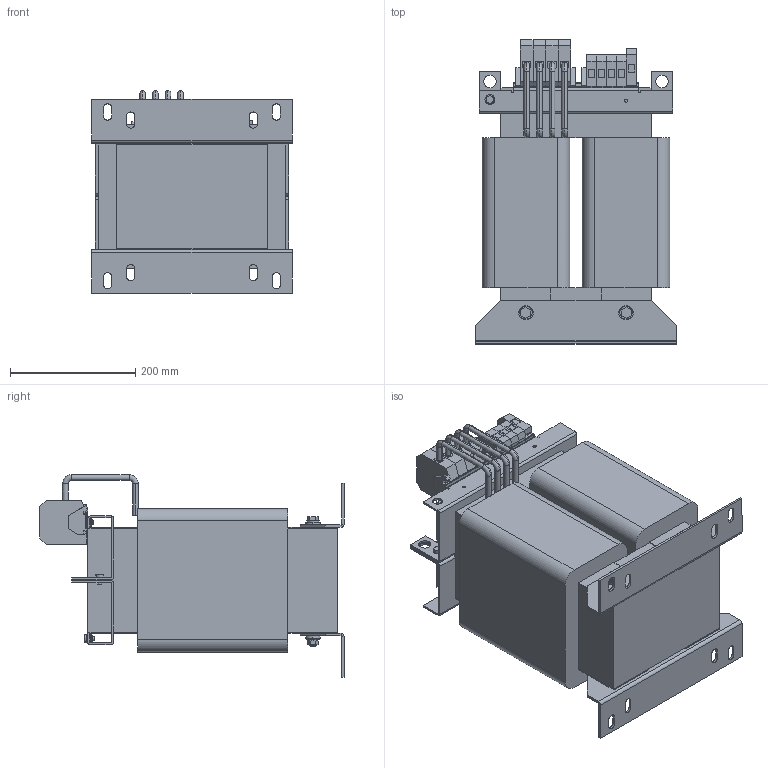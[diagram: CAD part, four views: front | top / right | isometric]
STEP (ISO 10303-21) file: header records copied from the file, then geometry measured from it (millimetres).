
FILE_DESCRIPTION (( 'STEP AP214' ), '1' );
FILE_NAME ('307202.STEP', '2023-03-31T08:54:21', ( '' ), ( '' ), 'SwSTEP 2.0', 'SolidWorks 2018', '' );
FILE_SCHEMA (( 'AUTOMOTIVE_DESIGN' ));
Length unit declared in the file: millimetre
Products named in the file (1): 307202
Bounding box: 320 x 486.7 x 323.85 mm (x, y, z)
Volume: 23040320.7 mm3; surface area: 1038012.8 mm2
Topology: 1 solids, 1 shells, 850 faces, 2144 edges, 1344 vertices
Faces by surface type: plane 582, cylinder 240, torus 20, cone 8
Entity records: 25385 total; most frequent: CARTESIAN_POINT 4452, DIRECTION 4353, ORIENTED_EDGE 4288, EDGE_CURVE 2144, LINE 1603, VECTOR 1603, AXIS2_PLACEMENT_3D 1375, VERTEX_POINT 1344
